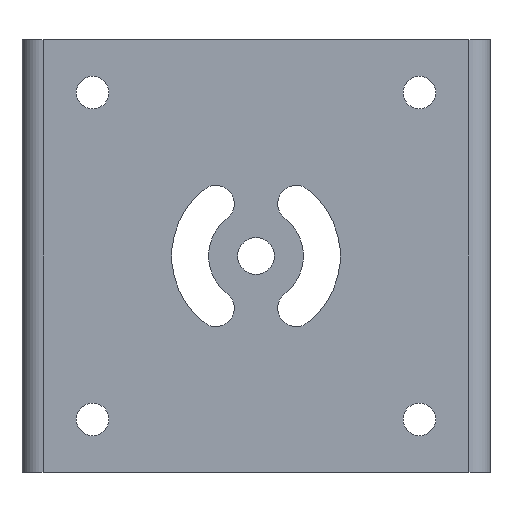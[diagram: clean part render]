
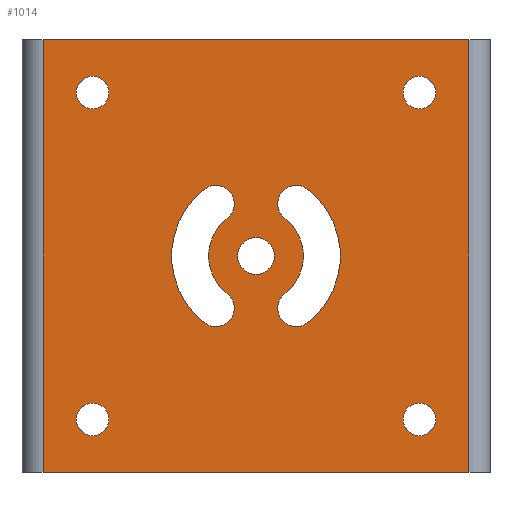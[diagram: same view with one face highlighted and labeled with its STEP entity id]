
A CAD part, front view. The second image highlights one B-rep face of the part: STEP entity #1014.
In plain terms, the highlighted planar face has unit normal (0, -1, 0).
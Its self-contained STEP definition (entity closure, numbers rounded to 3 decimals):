
#1=DIRECTION('',(1.,0.,0.));
#2=VECTOR('',#1,80.8);
#3=CARTESIAN_POINT('',(-40.4,0.,41.));
#4=LINE('',#3,#2);
#5=DIRECTION('',(-1.,0.,0.));
#6=VECTOR('',#5,80.8);
#7=CARTESIAN_POINT('',(40.4,0.,-41.));
#8=LINE('',#7,#6);
#9=CARTESIAN_POINT('',(31.,0.,-31.));
#10=DIRECTION('',(0.,1.,0.));
#11=DIRECTION('',(1.,0.,0.));
#12=AXIS2_PLACEMENT_3D('',#9,#10,#11);
#14=CARTESIAN_POINT('',(31.,0.,-31.));
#15=DIRECTION('',(0.,1.,0.));
#16=DIRECTION('',(-1.,0.,0.));
#17=AXIS2_PLACEMENT_3D('',#14,#15,#16);
#19=CARTESIAN_POINT('',(31.,0.,31.));
#20=DIRECTION('',(0.,1.,0.));
#21=DIRECTION('',(1.,0.,0.));
#22=AXIS2_PLACEMENT_3D('',#19,#20,#21);
#24=CARTESIAN_POINT('',(31.,0.,31.));
#25=DIRECTION('',(0.,1.,0.));
#26=DIRECTION('',(-1.,0.,0.));
#27=AXIS2_PLACEMENT_3D('',#24,#25,#26);
#29=CARTESIAN_POINT('',(-31.,0.,31.));
#30=DIRECTION('',(0.,1.,0.));
#31=DIRECTION('',(1.,0.,0.));
#32=AXIS2_PLACEMENT_3D('',#29,#30,#31);
#34=CARTESIAN_POINT('',(-31.,0.,31.));
#35=DIRECTION('',(0.,1.,0.));
#36=DIRECTION('',(-1.,0.,0.));
#37=AXIS2_PLACEMENT_3D('',#34,#35,#36);
#39=CARTESIAN_POINT('',(-31.,0.,-31.));
#40=DIRECTION('',(0.,1.,0.));
#41=DIRECTION('',(1.,0.,0.));
#42=AXIS2_PLACEMENT_3D('',#39,#40,#41);
#44=CARTESIAN_POINT('',(-31.,0.,-31.));
#45=DIRECTION('',(0.,1.,0.));
#46=DIRECTION('',(-1.,0.,0.));
#47=AXIS2_PLACEMENT_3D('',#44,#45,#46);
#49=CARTESIAN_POINT('',(0.,0.,0.));
#50=DIRECTION('',(0.,1.,0.));
#51=DIRECTION('',(1.,0.,0.));
#52=AXIS2_PLACEMENT_3D('',#49,#50,#51);
#54=CARTESIAN_POINT('',(0.,0.,0.));
#55=DIRECTION('',(0.,1.,0.));
#56=DIRECTION('',(-1.,0.,0.));
#57=AXIS2_PLACEMENT_3D('',#54,#55,#56);
#59=CARTESIAN_POINT('',(7.61,0.,-9.917));
#60=DIRECTION('',(0.,1.,0.));
#61=DIRECTION('',(0.609,0.,-0.793));
#62=AXIS2_PLACEMENT_3D('',#59,#60,#61);
#64=CARTESIAN_POINT('',(0.,0.,0.));
#65=DIRECTION('',(0.,1.,0.));
#66=DIRECTION('',(0.609,0.,0.793));
#67=AXIS2_PLACEMENT_3D('',#64,#65,#66);
#69=CARTESIAN_POINT('',(7.61,0.,9.917));
#70=DIRECTION('',(0.,1.,0.));
#71=DIRECTION('',(-0.609,0.,-0.793));
#72=AXIS2_PLACEMENT_3D('',#69,#70,#71);
#74=CARTESIAN_POINT('',(0.,0.,0.));
#75=DIRECTION('',(0.,1.,0.));
#76=DIRECTION('',(0.609,0.,0.793));
#77=AXIS2_PLACEMENT_3D('',#74,#75,#76);
#79=CARTESIAN_POINT('',(-7.61,0.,9.917));
#80=DIRECTION('',(0.,1.,0.));
#81=DIRECTION('',(-0.609,0.,0.793));
#82=AXIS2_PLACEMENT_3D('',#79,#80,#81);
#84=CARTESIAN_POINT('',(0.,0.,0.));
#85=DIRECTION('',(0.,1.,0.));
#86=DIRECTION('',(-0.609,0.,-0.793));
#87=AXIS2_PLACEMENT_3D('',#84,#85,#86);
#89=CARTESIAN_POINT('',(-7.61,0.,-9.917));
#90=DIRECTION('',(0.,1.,0.));
#91=DIRECTION('',(0.609,0.,0.793));
#92=AXIS2_PLACEMENT_3D('',#89,#90,#91);
#94=CARTESIAN_POINT('',(0.,0.,0.));
#95=DIRECTION('',(0.,1.,0.));
#96=DIRECTION('',(-0.609,0.,-0.793));
#97=AXIS2_PLACEMENT_3D('',#94,#95,#96);
#116=DIRECTION('',(0.,0.,1.));
#117=VECTOR('',#116,82.);
#118=CARTESIAN_POINT('',(-40.4,0.,-41.));
#119=LINE('',#118,#117);
#486=DIRECTION('',(0.,0.,-1.));
#487=VECTOR('',#486,82.);
#488=CARTESIAN_POINT('',(40.4,0.,41.));
#489=LINE('',#488,#487);
#741=CARTESIAN_POINT('',(-40.4,0.,41.));
#742=CARTESIAN_POINT('',(40.4,0.,41.));
#743=VERTEX_POINT('',#741);
#744=VERTEX_POINT('',#742);
#745=CARTESIAN_POINT('',(40.4,0.,-41.));
#746=CARTESIAN_POINT('',(-40.4,0.,-41.));
#747=VERTEX_POINT('',#745);
#748=VERTEX_POINT('',#746);
#821=CARTESIAN_POINT('',(34.1,0.,-31.));
#822=CARTESIAN_POINT('',(27.9,0.,-31.));
#823=VERTEX_POINT('',#821);
#824=VERTEX_POINT('',#822);
#825=CARTESIAN_POINT('',(34.1,0.,31.));
#826=CARTESIAN_POINT('',(27.9,0.,31.));
#827=VERTEX_POINT('',#825);
#828=VERTEX_POINT('',#826);
#829=CARTESIAN_POINT('',(-27.9,0.,31.));
#830=CARTESIAN_POINT('',(-34.1,0.,31.));
#831=VERTEX_POINT('',#829);
#832=VERTEX_POINT('',#830);
#833=CARTESIAN_POINT('',(-27.9,0.,-31.));
#834=CARTESIAN_POINT('',(-34.1,0.,-31.));
#835=VERTEX_POINT('',#833);
#836=VERTEX_POINT('',#834);
#909=CARTESIAN_POINT('',(3.5,0.,0.));
#910=CARTESIAN_POINT('',(-3.5,0.,0.));
#911=VERTEX_POINT('',#909);
#912=VERTEX_POINT('',#910);
#913=CARTESIAN_POINT('',(9.74,0.,-12.694));
#914=CARTESIAN_POINT('',(5.479,0.,-7.14));
#915=VERTEX_POINT('',#913);
#916=VERTEX_POINT('',#914);
#917=CARTESIAN_POINT('',(5.479,0.,7.14));
#918=VERTEX_POINT('',#917);
#919=CARTESIAN_POINT('',(9.74,0.,12.694));
#920=VERTEX_POINT('',#919);
#921=CARTESIAN_POINT('',(-9.74,0.,12.694));
#922=CARTESIAN_POINT('',(-5.479,0.,7.14));
#923=VERTEX_POINT('',#921);
#924=VERTEX_POINT('',#922);
#925=CARTESIAN_POINT('',(-5.479,0.,-7.14));
#926=VERTEX_POINT('',#925);
#927=CARTESIAN_POINT('',(-9.74,0.,-12.694));
#928=VERTEX_POINT('',#927);
#949=CARTESIAN_POINT('',(0.,0.,0.));
#950=DIRECTION('',(0.,1.,0.));
#951=DIRECTION('',(1.,0.,0.));
#952=AXIS2_PLACEMENT_3D('',#949,#950,#951);
#953=PLANE('',#952);
#955=ORIENTED_EDGE('',*,*,#954,.T.);
#957=ORIENTED_EDGE('',*,*,#956,.T.);
#959=ORIENTED_EDGE('',*,*,#958,.T.);
#961=ORIENTED_EDGE('',*,*,#960,.T.);
#962=EDGE_LOOP('',(#955,#957,#959,#961));
#963=FACE_OUTER_BOUND('',#962,.F.);
#965=ORIENTED_EDGE('',*,*,#964,.F.);
#967=ORIENTED_EDGE('',*,*,#966,.F.);
#968=EDGE_LOOP('',(#965,#967));
#969=FACE_BOUND('',#968,.F.);
#971=ORIENTED_EDGE('',*,*,#970,.F.);
#973=ORIENTED_EDGE('',*,*,#972,.F.);
#974=EDGE_LOOP('',(#971,#973));
#975=FACE_BOUND('',#974,.F.);
#977=ORIENTED_EDGE('',*,*,#976,.F.);
#979=ORIENTED_EDGE('',*,*,#978,.F.);
#980=EDGE_LOOP('',(#977,#979));
#981=FACE_BOUND('',#980,.F.);
#983=ORIENTED_EDGE('',*,*,#982,.F.);
#985=ORIENTED_EDGE('',*,*,#984,.F.);
#986=EDGE_LOOP('',(#983,#985));
#987=FACE_BOUND('',#986,.F.);
#989=ORIENTED_EDGE('',*,*,#988,.F.);
#991=ORIENTED_EDGE('',*,*,#990,.F.);
#992=EDGE_LOOP('',(#989,#991));
#993=FACE_BOUND('',#992,.F.);
#995=ORIENTED_EDGE('',*,*,#994,.F.);
#997=ORIENTED_EDGE('',*,*,#996,.F.);
#999=ORIENTED_EDGE('',*,*,#998,.F.);
#1001=ORIENTED_EDGE('',*,*,#1000,.T.);
#1002=EDGE_LOOP('',(#995,#997,#999,#1001));
#1003=FACE_BOUND('',#1002,.F.);
#1005=ORIENTED_EDGE('',*,*,#1004,.F.);
#1007=ORIENTED_EDGE('',*,*,#1006,.F.);
#1009=ORIENTED_EDGE('',*,*,#1008,.F.);
#1011=ORIENTED_EDGE('',*,*,#1010,.T.);
#1012=EDGE_LOOP('',(#1005,#1007,#1009,#1011));
#1013=FACE_BOUND('',#1012,.F.);
#1014=ADVANCED_FACE('',(#963,#969,#975,#981,#987,#993,#1003,#1013),#953,.F.);
#13=CIRCLE('',#12,3.1);
#18=CIRCLE('',#17,3.1);
#23=CIRCLE('',#22,3.1);
#28=CIRCLE('',#27,3.1);
#33=CIRCLE('',#32,3.1);
#38=CIRCLE('',#37,3.1);
#43=CIRCLE('',#42,3.1);
#48=CIRCLE('',#47,3.1);
#53=CIRCLE('',#52,3.5);
#58=CIRCLE('',#57,3.5);
#63=CIRCLE('',#62,3.5);
#68=CIRCLE('',#67,16.);
#73=CIRCLE('',#72,3.5);
#78=CIRCLE('',#77,9.);
#83=CIRCLE('',#82,3.5);
#88=CIRCLE('',#87,16.);
#93=CIRCLE('',#92,3.5);
#98=CIRCLE('',#97,9.);
#954=EDGE_CURVE('',#743,#744,#4,.T.);
#956=EDGE_CURVE('',#744,#747,#489,.T.);
#958=EDGE_CURVE('',#747,#748,#8,.T.);
#960=EDGE_CURVE('',#748,#743,#119,.T.);
#964=EDGE_CURVE('',#823,#824,#13,.T.);
#966=EDGE_CURVE('',#824,#823,#18,.T.);
#970=EDGE_CURVE('',#827,#828,#23,.T.);
#972=EDGE_CURVE('',#828,#827,#28,.T.);
#976=EDGE_CURVE('',#831,#832,#33,.T.);
#978=EDGE_CURVE('',#832,#831,#38,.T.);
#982=EDGE_CURVE('',#835,#836,#43,.T.);
#984=EDGE_CURVE('',#836,#835,#48,.T.);
#988=EDGE_CURVE('',#911,#912,#53,.T.);
#990=EDGE_CURVE('',#912,#911,#58,.T.);
#994=EDGE_CURVE('',#915,#916,#63,.T.);
#996=EDGE_CURVE('',#920,#915,#68,.T.);
#998=EDGE_CURVE('',#918,#920,#73,.T.);
#1000=EDGE_CURVE('',#918,#916,#78,.T.);
#1004=EDGE_CURVE('',#923,#924,#83,.T.);
#1006=EDGE_CURVE('',#928,#923,#88,.T.);
#1008=EDGE_CURVE('',#926,#928,#93,.T.);
#1010=EDGE_CURVE('',#926,#924,#98,.T.);
